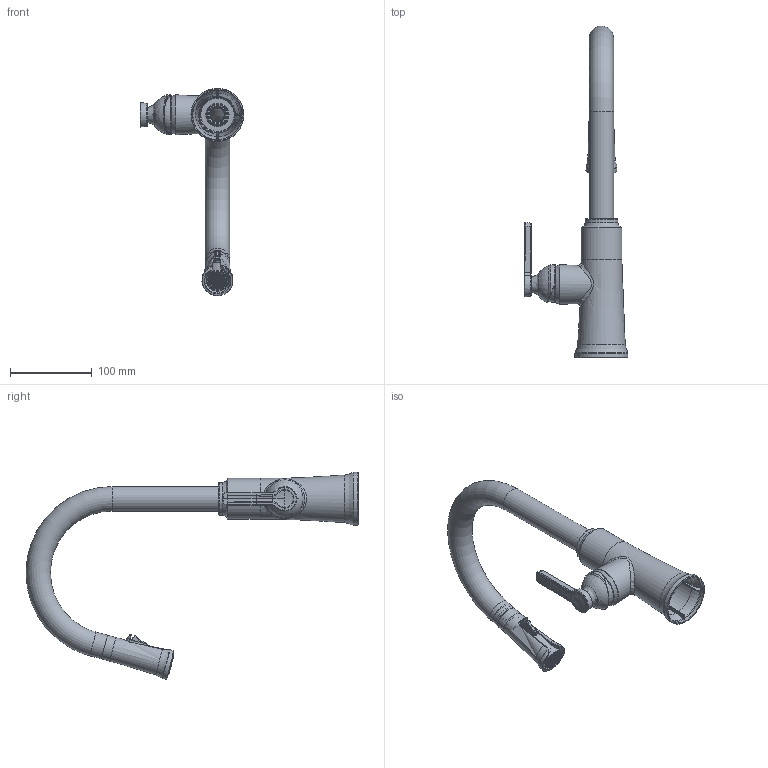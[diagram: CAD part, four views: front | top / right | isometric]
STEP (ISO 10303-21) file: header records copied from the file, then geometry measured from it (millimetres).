
FILE_DESCRIPTION(/* description */ (''),/* implementation_level */ '2;1');
FILE_NAME(/* name */ 'TTRD101 3D.stp',/* time_stamp */ '2018-11-29T07:49:59-05:00',/* author */ ('cjulien'),/* organization */ (''),/* preprocessor_version */ 'ST-DEVELOPER v16.13',/* originating_system */ 'Autodesk Inventor 2018',/* authorisation */ '');
FILE_SCHEMA (('AUTOMOTIVE_DESIGN { 1 0 10303 214 3 1 1 }'));
Length unit declared in the file: millimetre
Products named in the file (32): TTRD101.iam-SHRINK; 4381; 4381-1; 4381-2; 4381-2-1; 4381-2-2; 4381-3; 4381-4; 4381-5; 4381-6; 4381-7; 4381-8; 4381-9; 4381-10; 218-088; 216-118; 217-178; 4381-11; 4381-12; 4381-13; 012-491; 1891; 002-115; 140-060; 152-050; 002-491; 052-491; 3771; 010-471; 010-471-1; 010-471-2; 019-235
Assembly tree (31 placements, depth 4):
  TTRD101.iam-SHRINK
    4381
      4381-1
      4381-2
        4381-2-1
        4381-2-2
      4381-3
      4381-4
      4381-5
      4381-6
      4381-7
      4381-8
      4381-9
      4381-10
      218-088
      216-118
      217-178
      4381-11
      4381-12
      4381-13
    012-491
    1891
      002-115
      140-060
      152-050
      002-491
    052-491
    3771
      010-471
        010-471-1
        010-471-2
      019-235
Bounding box: 127.45 x 406.98 x 254.2 mm (x, y, z)
Volume: 251631.3 mm3; surface area: 211275.5 mm2
Topology: 26 solids, 26 shells, 4626 faces, 12025 edges, 7432 vertices
Faces by surface type: plane 1524, cylinder 1426, bspline 738, torus 612, sphere 170, cone 156
Full cylindrical faces by diameter (mm): 1.2 x1, 2 x1, 2.2 x19, 3 x3, 3.242 x1, 3.3 x1, 3.5 x1, 3.7 x1, 3.8 x4, 4.1 x1, 4.3 x1, 5 x1, 5.2 x1, 5.5 x1, 6 x1, 6.2 x3, 6.3 x2, 6.8 x1, 6.801 x1, 7.5 x1, 8.5 x1, 9.52 x1, 10 x2, 11 x2, 11.6 x1, 11.94 x1, 12 x1, 12.24 x1, 12.68 x1, 12.913 x1
Entity records: 243232 total; most frequent: CARTESIAN_POINT 132953, ORIENTED_EDGE 23134, DIRECTION 22528, EDGE_CURVE 11567, AXIS2_PLACEMENT_3D 8805, VERTEX_POINT 7309, EDGE_LOOP 5227, LINE 4918
